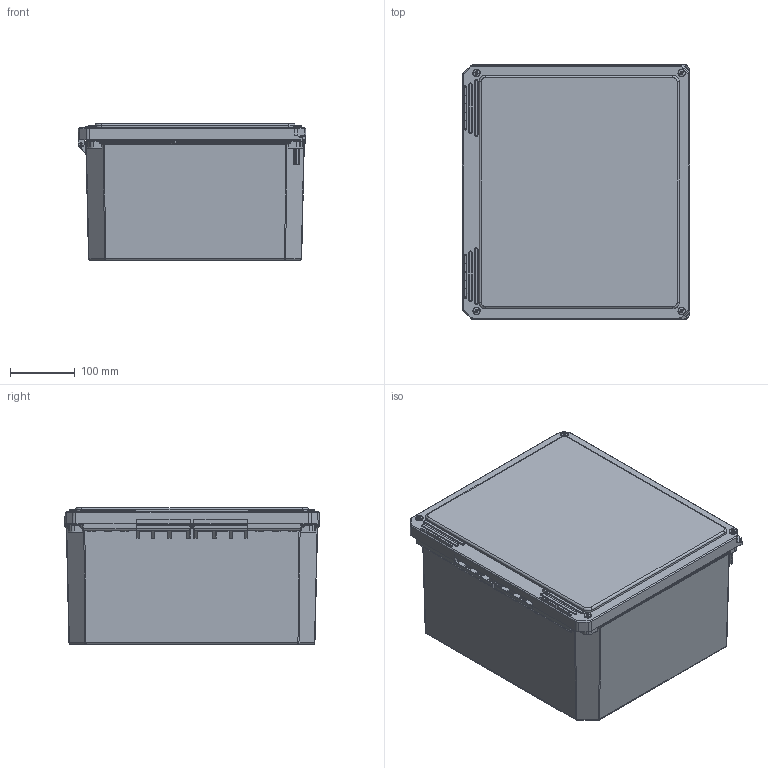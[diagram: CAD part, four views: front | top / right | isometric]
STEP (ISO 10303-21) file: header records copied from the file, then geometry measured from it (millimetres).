
FILE_DESCRIPTION(/* description */ (''),/* implementation_level */ '2;1');
FILE_NAME(/* name */ 'HW-141208SC.stp',/* time_stamp */ '2016-08-23T14:24:06-05:00',/* author */ ('lieb_t'),/* organization */ (''),/* preprocessor_version */ 'ST-DEVELOPER v16.5',/* originating_system */ 'Autodesk Inventor 2017',/* authorisation */ '');
FILE_SCHEMA (('CONFIG_CONTROL_DESIGN'));
Products named in the file (9): WHW-141208SC; DS141208BOX; BRASS INSERT-(; BRASS INSERT-(_1; BRASS INSERT-(_2; DS141206CVR; GA141206; O_RING_COVER; COVER SCREW
Assembly tree (23 placements, depth 2):
  WHW-141208SC
    DS141208BOX
    BRASS INSERT-(  x4
    BRASS INSERT-(_1  x4
    BRASS INSERT-(_2  x4
    DS141206CVR
    GA141206
    O_RING_COVER  x4
    COVER SCREW  x4
Bounding box: 352.15 x 393.62 x 211.87 mm (x, y, z)
Volume: 2364967.4 mm3; surface area: 1172281.5 mm2
Topology: 23 solids, 23 shells, 2150 faces, 5457 edges, 3236 vertices
Faces by surface type: cylinder 778, plane 730, bspline 344, torus 163, cone 96, sphere 39
Full cylindrical faces by diameter (mm): 3.48 x4, 3.861 x8, 3.962 x12, 5.055 x4, 5.563 x2, 5.766 x2, 6.248 x12, 6.401 x4, 6.426 x4, 7.937 x1, 7.938 x1, 11.049 x2, 11.43 x4
Entity records: 75816 total; most frequent: CARTESIAN_POINT 30002, DIRECTION 9757, ORIENTED_EDGE 9422, EDGE_CURVE 4711, AXIS2_PLACEMENT_3D 3734, VERTEX_POINT 2854, LINE 2289, VECTOR 2289
